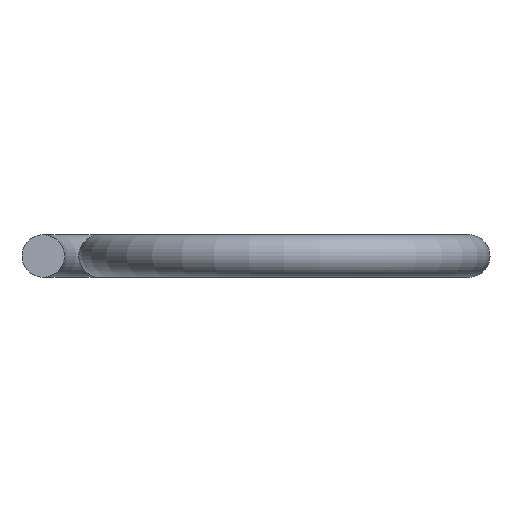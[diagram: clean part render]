
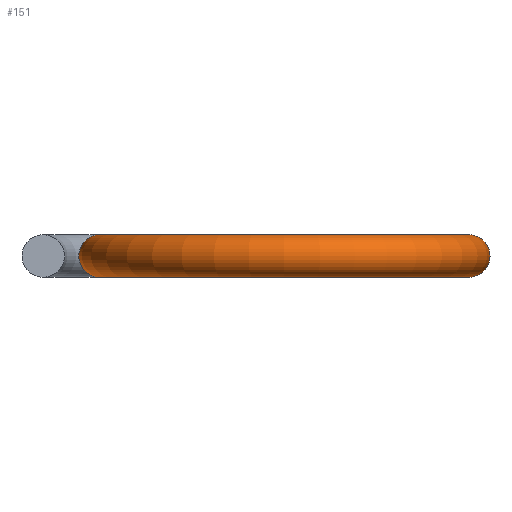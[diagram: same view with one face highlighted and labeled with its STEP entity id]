
A CAD part, front view. The second image highlights one B-rep face of the part: STEP entity #151.
In plain terms, the highlighted toroidal (fillet/blend) face has major radius 3.25 mm and minor radius 0.375 mm.
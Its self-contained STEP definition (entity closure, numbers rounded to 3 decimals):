
#22=TOROIDAL_SURFACE('',#183,3.25,0.375);
#27=FACE_OUTER_BOUND('',#36,.T.);
#36=EDGE_LOOP('',(#119,#120,#121,#122,#123,#124));
#56=CIRCLE('',#181,0.375);
#57=CIRCLE('',#182,0.375);
#58=CIRCLE('',#184,2.875);
#59=CIRCLE('',#185,0.375);
#60=CIRCLE('',#186,0.375);
#72=VERTEX_POINT('',#278);
#73=VERTEX_POINT('',#280);
#74=VERTEX_POINT('',#284);
#75=VERTEX_POINT('',#286);
#89=EDGE_CURVE('',#72,#73,#56,.T.);
#90=EDGE_CURVE('',#73,#72,#57,.T.);
#91=EDGE_CURVE('',#73,#74,#58,.T.);
#92=EDGE_CURVE('',#74,#75,#59,.T.);
#93=EDGE_CURVE('',#75,#74,#60,.T.);
#119=ORIENTED_EDGE('',*,*,#89,.F.);
#120=ORIENTED_EDGE('',*,*,#90,.F.);
#121=ORIENTED_EDGE('',*,*,#91,.T.);
#122=ORIENTED_EDGE('',*,*,#92,.T.);
#123=ORIENTED_EDGE('',*,*,#93,.T.);
#124=ORIENTED_EDGE('',*,*,#91,.F.);
#151=ADVANCED_FACE('',(#27),#22,.T.);
#181=AXIS2_PLACEMENT_3D('',#281,#223,#224);
#182=AXIS2_PLACEMENT_3D('',#282,#225,#226);
#183=AXIS2_PLACEMENT_3D('',#283,#227,#228);
#184=AXIS2_PLACEMENT_3D('',#285,#229,#230);
#185=AXIS2_PLACEMENT_3D('',#287,#231,#232);
#186=AXIS2_PLACEMENT_3D('',#288,#233,#234);
#223=DIRECTION('center_axis',(0.,1.,0.));
#224=DIRECTION('ref_axis',(1.,0.,0.));
#225=DIRECTION('center_axis',(0.,1.,0.));
#226=DIRECTION('ref_axis',(1.,0.,0.));
#227=DIRECTION('center_axis',(0.,0.,-1.));
#228=DIRECTION('ref_axis',(-1.,0.,0.));
#229=DIRECTION('center_axis',(0.,0.,1.));
#230=DIRECTION('ref_axis',(-1.,0.,0.));
#231=DIRECTION('center_axis',(0.,-1.,0.));
#232=DIRECTION('ref_axis',(-1.,0.,0.));
#233=DIRECTION('center_axis',(0.,-1.,0.));
#234=DIRECTION('ref_axis',(-1.,0.,0.));
#278=CARTESIAN_POINT('',(0.625,-10.,0.));
#280=CARTESIAN_POINT('',(1.375,-10.,0.));
#281=CARTESIAN_POINT('Origin',(1.,-10.,0.));
#282=CARTESIAN_POINT('Origin',(1.,-10.,0.));
#283=CARTESIAN_POINT('Origin',(4.25,-10.,0.));
#284=CARTESIAN_POINT('',(7.125,-10.,0.));
#285=CARTESIAN_POINT('Origin',(4.25,-10.,0.));
#286=CARTESIAN_POINT('',(7.875,-10.,0.));
#287=CARTESIAN_POINT('Origin',(7.5,-10.,0.));
#288=CARTESIAN_POINT('Origin',(7.5,-10.,0.));
